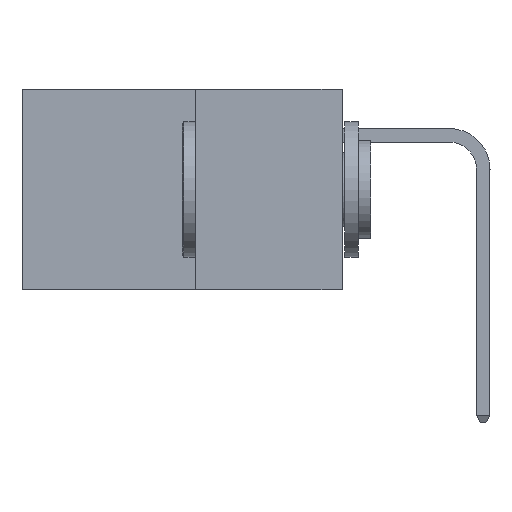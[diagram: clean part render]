
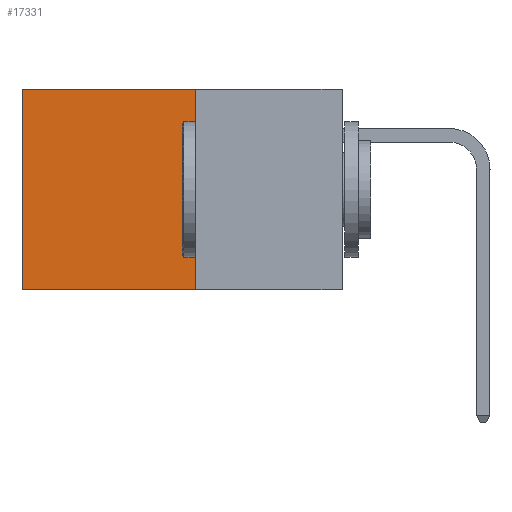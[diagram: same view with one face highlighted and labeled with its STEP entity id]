
A CAD part, left-side view. The second image highlights one B-rep face of the part: STEP entity #17331.
In plain terms, the highlighted planar face has unit normal (-1, 0, 0).
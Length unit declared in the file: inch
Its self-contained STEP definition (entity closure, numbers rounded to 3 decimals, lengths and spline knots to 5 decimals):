
#97 = VERTEX_POINT ( 'NONE', #11078 ) ;
#2905 = DIRECTION ( 'NONE',  ( 0., 1., 0. ) ) ;
#3287 = CARTESIAN_POINT ( 'NONE',  ( 0.277, 0.27, 0. ) ) ;
#3288 = ORIENTED_EDGE ( 'NONE', *, *, #4249, .F. ) ;
#4249 = EDGE_CURVE ( 'NONE', #24553, #21422, #30522, .T. ) ;
#4463 = EDGE_LOOP ( 'NONE', ( #24449, #30472, #3288, #9908 ) ) ;
#6055 = PLANE ( 'NONE',  #7264 ) ;
#6223 = VERTEX_POINT ( 'NONE', #22938 ) ;
#6615 = EDGE_CURVE ( 'NONE', #6223, #97, #31525, .T. ) ;
#7264 = AXIS2_PLACEMENT_3D ( 'NONE', #8497, #11034, #28302 ) ;
#7626 = EDGE_CURVE ( 'NONE', #24553, #6223, #17462, .T. ) ;
#8497 = CARTESIAN_POINT ( 'NONE',  ( 0.277, 0.27, -0.37 ) ) ;
#9908 = ORIENTED_EDGE ( 'NONE', *, *, #7626, .T. ) ;
#10041 = VECTOR ( 'NONE', #29661, 39.37008 ) ;
#10831 = CARTESIAN_POINT ( 'NONE',  ( 0.277, 0.27, 0. ) ) ;
#10949 = VECTOR ( 'NONE', #18631, 39.37008 ) ;
#11034 = DIRECTION ( 'NONE',  ( 1., 0., 0. ) ) ;
#11078 = CARTESIAN_POINT ( 'NONE',  ( 0.277, 0.59, -0.37 ) ) ;
#12792 = CARTESIAN_POINT ( 'NONE',  ( 0.277, 0.27, -0.37 ) ) ;
#13156 = DIRECTION ( 'NONE',  ( 0., 0., -1. ) ) ;
#13523 = CARTESIAN_POINT ( 'NONE',  ( 0.277, 0.27, -0.37 ) ) ;
#14107 = EDGE_CURVE ( 'NONE', #21422, #97, #18364, .T. ) ;
#17331 = ADVANCED_FACE ( 'NONE', ( #20009 ), #6055, .F. ) ;
#17462 = LINE ( 'NONE', #10831, #10949 ) ;
#17588 = VECTOR ( 'NONE', #2905, 39.37008 ) ;
#18364 = LINE ( 'NONE', #12792, #17588 ) ;
#18631 = DIRECTION ( 'NONE',  ( 0., 1., 0. ) ) ;
#20009 = FACE_OUTER_BOUND ( 'NONE', #4463, .T. ) ;
#21422 = VERTEX_POINT ( 'NONE', #13523 ) ;
#22938 = CARTESIAN_POINT ( 'NONE',  ( 0.277, 0.59, 0. ) ) ;
#24233 = CARTESIAN_POINT ( 'NONE',  ( 0.277, 0.27, -0.37 ) ) ;
#24449 = ORIENTED_EDGE ( 'NONE', *, *, #6615, .T. ) ;
#24553 = VERTEX_POINT ( 'NONE', #3287 ) ;
#25693 = VECTOR ( 'NONE', #13156, 39.37008 ) ;
#28243 = CARTESIAN_POINT ( 'NONE',  ( 0.277, 0.59, -0.37 ) ) ;
#28302 = DIRECTION ( 'NONE',  ( 0., 0., -1. ) ) ;
#29661 = DIRECTION ( 'NONE',  ( 0., 0., -1. ) ) ;
#30472 = ORIENTED_EDGE ( 'NONE', *, *, #14107, .F. ) ;
#30522 = LINE ( 'NONE', #24233, #10041 ) ;
#31525 = LINE ( 'NONE', #28243, #25693 ) ;
